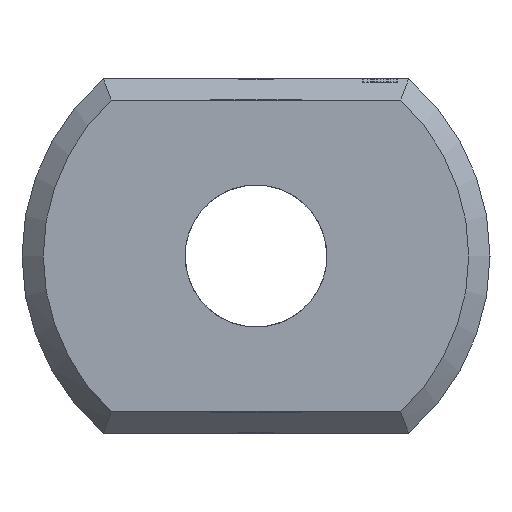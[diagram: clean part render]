
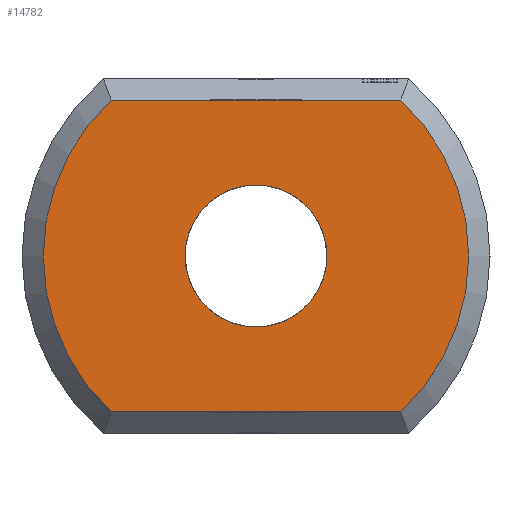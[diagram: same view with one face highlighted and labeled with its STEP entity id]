
A CAD part, left-side view. The second image highlights one B-rep face of the part: STEP entity #14782.
In plain terms, the highlighted planar face has unit normal (-1, 0, 0).
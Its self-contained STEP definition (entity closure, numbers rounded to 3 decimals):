
#3668 = VERTEX_POINT('',#3669);
#3669 = CARTESIAN_POINT('',(0.,-2.04,2.2));
#3678 = VERTEX_POINT('',#3679);
#3679 = CARTESIAN_POINT('',(0.,-2.04,-2.2));
#3686 = EDGE_CURVE('',#3668,#3678,#3687,.T.);
#3687 = CIRCLE('',#3688,3.);
#3688 = AXIS2_PLACEMENT_3D('',#3689,#3690,#3691);
#3689 = CARTESIAN_POINT('',(0.,0.,0.));
#3690 = DIRECTION('',(1.,0.,0.));
#3691 = DIRECTION('',(0.,-0.653,0.758)
  );
#4502 = VERTEX_POINT('',#4503);
#4503 = CARTESIAN_POINT('',(0.,2.04,2.2));
#4510 = EDGE_CURVE('',#3668,#4502,#4511,.T.);
#4511 = LINE('',#4512,#4513);
#4512 = CARTESIAN_POINT('',(0.,-2.154,2.2));
#4513 = VECTOR('',#4514,1.);
#4514 = DIRECTION('',(0.,1.,0.));
#14782 = ADVANCED_FACE('',(#14783,#14802),#14813,.F.);
#14783 = FACE_BOUND('',#14784,.F.);
#14784 = EDGE_LOOP('',(#14785,#14794,#14795,#14796));
#14785 = ORIENTED_EDGE('',*,*,#14786,.T.);
#14786 = EDGE_CURVE('',#14787,#4502,#14789,.T.);
#14787 = VERTEX_POINT('',#14788);
#14788 = CARTESIAN_POINT('',(0.,2.04,-2.2));
#14789 = CIRCLE('',#14790,3.);
#14790 = AXIS2_PLACEMENT_3D('',#14791,#14792,#14793);
#14791 = CARTESIAN_POINT('',(0.,0.,0.));
#14792 = DIRECTION('',(1.,0.,0.));
#14793 = DIRECTION('',(0.,0.653,-0.758)
  );
#14794 = ORIENTED_EDGE('',*,*,#4510,.F.);
#14795 = ORIENTED_EDGE('',*,*,#3686,.T.);
#14796 = ORIENTED_EDGE('',*,*,#14797,.T.);
#14797 = EDGE_CURVE('',#3678,#14787,#14798,.T.);
#14798 = LINE('',#14799,#14800);
#14799 = CARTESIAN_POINT('',(0.,-2.154,-2.2));
#14800 = VECTOR('',#14801,1.);
#14801 = DIRECTION('',(0.,1.,0.));
#14802 = FACE_BOUND('',#14803,.T.);
#14803 = EDGE_LOOP('',(#14804));
#14804 = ORIENTED_EDGE('',*,*,#14805,.T.);
#14805 = EDGE_CURVE('',#14806,#14806,#14808,.T.);
#14806 = VERTEX_POINT('',#14807);
#14807 = CARTESIAN_POINT('',(0.,1.,0.)
  );
#14808 = CIRCLE('',#14809,1.);
#14809 = AXIS2_PLACEMENT_3D('',#14810,#14811,#14812);
#14810 = CARTESIAN_POINT('',(0.,0.,0.));
#14811 = DIRECTION('',(1.,0.,0.));
#14812 = DIRECTION('',(0.,1.,0.));
#14813 = PLANE('',#14814);
#14814 = AXIS2_PLACEMENT_3D('',#14815,#14816,#14817);
#14815 = CARTESIAN_POINT('',(0.,0.,0.));
#14816 = DIRECTION('',(1.,0.,0.));
#14817 = DIRECTION('',(0.,0.,1.));
